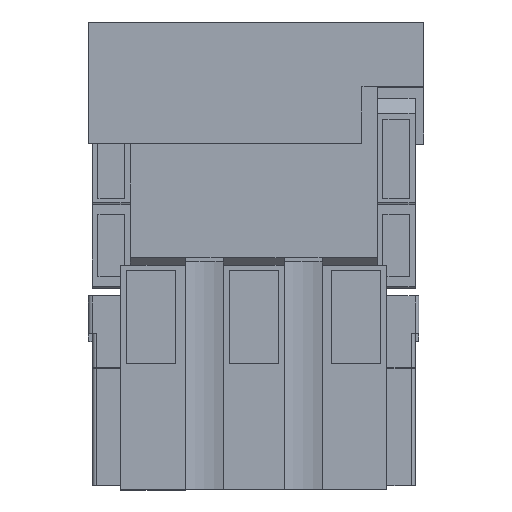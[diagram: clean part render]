
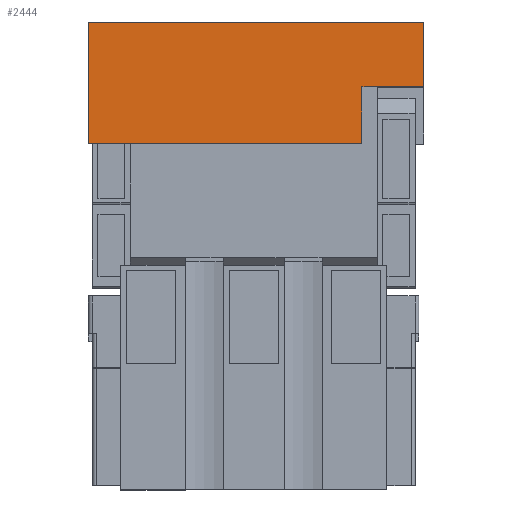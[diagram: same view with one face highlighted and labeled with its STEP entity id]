
A CAD part, top view. The second image highlights one B-rep face of the part: STEP entity #2444.
In plain terms, the highlighted planar face has unit normal (0, 0, 1).
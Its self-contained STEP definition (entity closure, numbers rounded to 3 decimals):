
#142 = VECTOR ( 'NONE', #19995, 1000. ) ;
#370 = VECTOR ( 'NONE', #9495, 1000. ) ;
#499 = ORIENTED_EDGE ( 'NONE', *, *, #3086, .T. ) ;
#2444 = ADVANCED_FACE ( 'NONE', ( #4846 ), #4023, .F. ) ;
#2694 = VERTEX_POINT ( 'NONE', #19143 ) ;
#2773 = DIRECTION ( 'NONE',  ( 1., 0., 0. ) ) ;
#3086 = EDGE_CURVE ( 'NONE', #15269, #24206, #23048, .T. ) ;
#3092 = EDGE_CURVE ( 'NONE', #13383, #2694, #11664, .T. ) ;
#3455 = CARTESIAN_POINT ( 'NONE',  ( -43.5, 37.5, 58. ) ) ;
#4023 = PLANE ( 'NONE',  #18808 ) ;
#4032 = DIRECTION ( 'NONE',  ( 1., 0., 0. ) ) ;
#4068 = ORIENTED_EDGE ( 'NONE', *, *, #3092, .T. ) ;
#4109 = CARTESIAN_POINT ( 'NONE',  ( -43.5, 37.5, 58. ) ) ;
#4279 = DIRECTION ( 'NONE',  ( 0., 0., -1. ) ) ;
#4436 = VERTEX_POINT ( 'NONE', #23955 ) ;
#4524 = CARTESIAN_POINT ( 'NONE',  ( -43.5, 69.5, 58. ) ) ;
#4846 = FACE_OUTER_BOUND ( 'NONE', #11651, .T. ) ;
#5851 = DIRECTION ( 'NONE',  ( 0., 1., 0. ) ) ;
#6190 = DIRECTION ( 'NONE',  ( -1., 0., 0. ) ) ;
#6741 = EDGE_CURVE ( 'NONE', #24206, #13383, #22601, .T. ) ;
#7204 = LINE ( 'NONE', #16102, #21857 ) ;
#7766 = CARTESIAN_POINT ( 'NONE',  ( 28.5, 62.5, 58. ) ) ;
#8186 = CARTESIAN_POINT ( 'NONE',  ( 43.5, 62.5, 58. ) ) ;
#8781 = VERTEX_POINT ( 'NONE', #4524 ) ;
#9107 = LINE ( 'NONE', #14212, #142 ) ;
#9495 = DIRECTION ( 'NONE',  ( 1., 0., 0. ) ) ;
#10068 = CARTESIAN_POINT ( 'NONE',  ( 28.5, 52.5, 58. ) ) ;
#10800 = EDGE_CURVE ( 'NONE', #8781, #4436, #18001, .T. ) ;
#11651 = EDGE_LOOP ( 'NONE', ( #4068, #16434, #19193, #16582, #499, #20237 ) ) ;
#11664 = LINE ( 'NONE', #19053, #15567 ) ;
#13383 = VERTEX_POINT ( 'NONE', #10068 ) ;
#14212 = CARTESIAN_POINT ( 'NONE',  ( 44.7, 69.5, 58. ) ) ;
#15269 = VERTEX_POINT ( 'NONE', #3455 ) ;
#15567 = VECTOR ( 'NONE', #2773, 1000. ) ;
#15970 = EDGE_CURVE ( 'NONE', #4436, #2694, #9107, .T. ) ;
#16102 = CARTESIAN_POINT ( 'NONE',  ( -43.5, 62.5, 58. ) ) ;
#16434 = ORIENTED_EDGE ( 'NONE', *, *, #15970, .F. ) ;
#16582 = ORIENTED_EDGE ( 'NONE', *, *, #20246, .T. ) ;
#17069 = VECTOR ( 'NONE', #4032, 1000. ) ;
#17095 = CARTESIAN_POINT ( 'NONE',  ( -43.5, 69.5, 58. ) ) ;
#18001 = LINE ( 'NONE', #17095, #370 ) ;
#18808 = AXIS2_PLACEMENT_3D ( 'NONE', #8186, #4279, #6190 ) ;
#19053 = CARTESIAN_POINT ( 'NONE',  ( 43.5, 52.5, 58. ) ) ;
#19143 = CARTESIAN_POINT ( 'NONE',  ( 44.7, 52.5, 58. ) ) ;
#19193 = ORIENTED_EDGE ( 'NONE', *, *, #10800, .F. ) ;
#19307 = VECTOR ( 'NONE', #5851, 1000. ) ;
#19995 = DIRECTION ( 'NONE',  ( 0., -1., 0. ) ) ;
#20237 = ORIENTED_EDGE ( 'NONE', *, *, #6741, .T. ) ;
#20246 = EDGE_CURVE ( 'NONE', #8781, #15269, #7204, .T. ) ;
#21358 = DIRECTION ( 'NONE',  ( 0., -1., 0. ) ) ;
#21857 = VECTOR ( 'NONE', #21358, 1000. ) ;
#22054 = CARTESIAN_POINT ( 'NONE',  ( 28.5, 37.5, 58. ) ) ;
#22601 = LINE ( 'NONE', #7766, #19307 ) ;
#23048 = LINE ( 'NONE', #4109, #17069 ) ;
#23955 = CARTESIAN_POINT ( 'NONE',  ( 44.7, 69.5, 58. ) ) ;
#24206 = VERTEX_POINT ( 'NONE', #22054 ) ;
